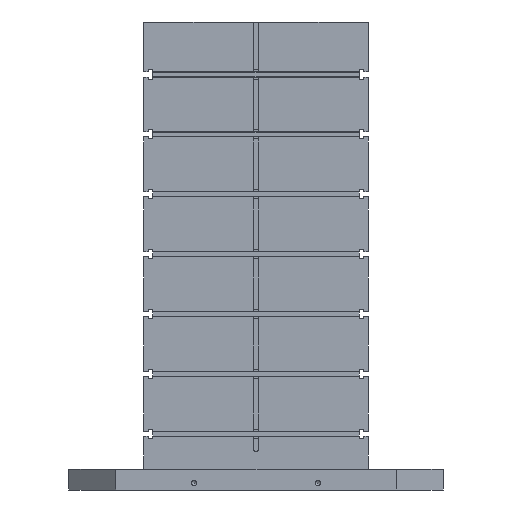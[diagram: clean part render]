
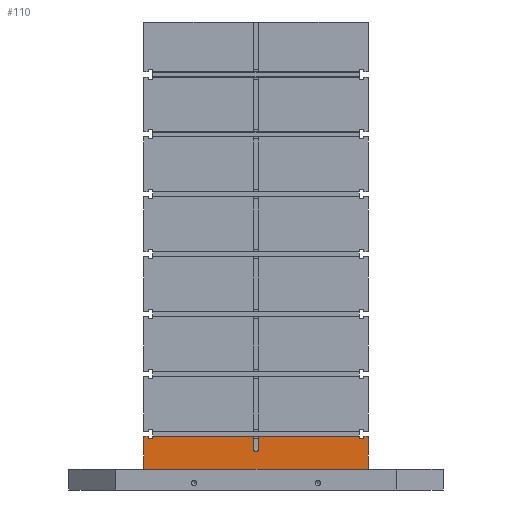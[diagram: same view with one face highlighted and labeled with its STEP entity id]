
A CAD part, front view. The second image highlights one B-rep face of the part: STEP entity #110.
In plain terms, the highlighted planar face has unit normal (0, -1, 0).
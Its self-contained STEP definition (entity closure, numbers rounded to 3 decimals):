
#110 = ADVANCED_FACE( '', ( #1680 ), #1681, .F. );
#1680 = FACE_OUTER_BOUND( '', #4821, .T. );
#1681 = PLANE( '', #4822 );
#4821 = EDGE_LOOP( '', ( #8228, #8229, #8230, #8231, #8232, #8233, #8234, #8235, #8236, #8237, #8238, #8239, #8240, #8241, #8242, #8243 ) );
#4822 = AXIS2_PLACEMENT_3D( '', #8244, #8245, #8246 );
#8228 = ORIENTED_EDGE( '', *, *, #20421, .F. );
#8229 = ORIENTED_EDGE( '', *, *, #20422, .F. );
#8230 = ORIENTED_EDGE( '', *, *, #20423, .T. );
#8231 = ORIENTED_EDGE( '', *, *, #20424, .T. );
#8232 = ORIENTED_EDGE( '', *, *, #20425, .T. );
#8233 = ORIENTED_EDGE( '', *, *, #20426, .T. );
#8234 = ORIENTED_EDGE( '', *, *, #20427, .T. );
#8235 = ORIENTED_EDGE( '', *, *, #20428, .T. );
#8236 = ORIENTED_EDGE( '', *, *, #20429, .F. );
#8237 = ORIENTED_EDGE( '', *, *, #20385, .F. );
#8238 = ORIENTED_EDGE( '', *, *, #20430, .T. );
#8239 = ORIENTED_EDGE( '', *, *, #20431, .F. );
#8240 = ORIENTED_EDGE( '', *, *, #20432, .F. );
#8241 = ORIENTED_EDGE( '', *, *, #20433, .F. );
#8242 = ORIENTED_EDGE( '', *, *, #20434, .T. );
#8243 = ORIENTED_EDGE( '', *, *, #20435, .F. );
#8244 = CARTESIAN_POINT( '', ( -300., -300., 1250. ) );
#8245 = DIRECTION( '', ( 0., 1., 0. ) );
#8246 = DIRECTION( '', ( 0., 0., 1. ) );
#20385 = EDGE_CURVE( '', #24422, #24424, #24425, .T. );
#20421 = EDGE_CURVE( '', #24494, #24495, #24496, .T. );
#20422 = EDGE_CURVE( '', #24497, #24494, #24498, .T. );
#20423 = EDGE_CURVE( '', #24497, #24499, #24500, .T. );
#20424 = EDGE_CURVE( '', #24499, #24501, #24502, .T. );
#20425 = EDGE_CURVE( '', #24501, #24503, #24504, .T. );
#20426 = EDGE_CURVE( '', #24503, #24505, #24506, .T. );
#20427 = EDGE_CURVE( '', #24505, #24507, #24508, .T. );
#20428 = EDGE_CURVE( '', #24507, #24509, #24510, .T. );
#20429 = EDGE_CURVE( '', #24424, #24509, #24511, .T. );
#20430 = EDGE_CURVE( '', #24422, #24512, #24513, .T. );
#20431 = EDGE_CURVE( '', #24514, #24512, #24515, .T. );
#20432 = EDGE_CURVE( '', #24516, #24514, #24517, .T. );
#20433 = EDGE_CURVE( '', #24518, #24516, #24519, .T. );
#20434 = EDGE_CURVE( '', #24518, #24520, #24521, .T. );
#20435 = EDGE_CURVE( '', #24495, #24520, #24522, .T. );
#24422 = VERTEX_POINT( '', #31147 );
#24424 = VERTEX_POINT( '', #31150 );
#24425 = LINE( '', #31151, #31152 );
#24494 = VERTEX_POINT( '', #31255 );
#24495 = VERTEX_POINT( '', #31256 );
#24496 = CIRCLE( '', #31257, 7. );
#24497 = VERTEX_POINT( '', #31258 );
#24498 = LINE( '', #31259, #31260 );
#24499 = VERTEX_POINT( '', #31261 );
#24500 = LINE( '', #31262, #31263 );
#24501 = VERTEX_POINT( '', #31264 );
#24502 = LINE( '', #31265, #31266 );
#24503 = VERTEX_POINT( '', #31267 );
#24504 = LINE( '', #31268, #31269 );
#24505 = VERTEX_POINT( '', #31270 );
#24506 = LINE( '', #31271, #31272 );
#24507 = VERTEX_POINT( '', #31273 );
#24508 = LINE( '', #31274, #31275 );
#24509 = VERTEX_POINT( '', #31276 );
#24510 = LINE( '', #31277, #31278 );
#24511 = LINE( '', #31279, #31280 );
#24512 = VERTEX_POINT( '', #31281 );
#24513 = LINE( '', #31282, #31283 );
#24514 = VERTEX_POINT( '', #31284 );
#24515 = LINE( '', #31285, #31286 );
#24516 = VERTEX_POINT( '', #31287 );
#24517 = LINE( '', #31288, #31289 );
#24518 = VERTEX_POINT( '', #31290 );
#24519 = LINE( '', #31291, #31292 );
#24520 = VERTEX_POINT( '', #31293 );
#24521 = LINE( '', #31294, #31295 );
#24522 = LINE( '', #31296, #31297 );
#31147 = CARTESIAN_POINT( '', ( 300., -300., 143. ) );
#31150 = CARTESIAN_POINT( '', ( 300., -300., 55. ) );
#31151 = CARTESIAN_POINT( '', ( 300., -300., 1250. ) );
#31152 = VECTOR( '', #42583, 1000. );
#31255 = CARTESIAN_POINT( '', ( -7., -300., 110. ) );
#31256 = CARTESIAN_POINT( '', ( 7., -300., 110. ) );
#31257 = AXIS2_PLACEMENT_3D( '', #42621, #42622, #42623 );
#31258 = CARTESIAN_POINT( '', ( -7., -300., 143. ) );
#31259 = CARTESIAN_POINT( '', ( -7., -300., 1250. ) );
#31260 = VECTOR( '', #42624, 1000. );
#31261 = CARTESIAN_POINT( '', ( -277., -300., 143. ) );
#31262 = CARTESIAN_POINT( '', ( 300., -300., 143. ) );
#31263 = VECTOR( '', #42625, 1000. );
#31264 = CARTESIAN_POINT( '', ( -277., -300., 137.5 ) );
#31265 = CARTESIAN_POINT( '', ( -277., -300., 143. ) );
#31266 = VECTOR( '', #42626, 1000. );
#31267 = CARTESIAN_POINT( '', ( -288., -300., 137.5 ) );
#31268 = CARTESIAN_POINT( '', ( -277., -300., 137.5 ) );
#31269 = VECTOR( '', #42627, 1000. );
#31270 = CARTESIAN_POINT( '', ( -288., -300., 143. ) );
#31271 = CARTESIAN_POINT( '', ( -288., -300., 137.5 ) );
#31272 = VECTOR( '', #42628, 1000. );
#31273 = CARTESIAN_POINT( '', ( -300., -300., 143. ) );
#31274 = CARTESIAN_POINT( '', ( 300., -300., 143. ) );
#31275 = VECTOR( '', #42629, 1000. );
#31276 = CARTESIAN_POINT( '', ( -300., -300., 55. ) );
#31277 = CARTESIAN_POINT( '', ( -300., -300., 1250. ) );
#31278 = VECTOR( '', #42630, 1000. );
#31279 = CARTESIAN_POINT( '', ( -500., -300., 55. ) );
#31280 = VECTOR( '', #42631, 1000. );
#31281 = CARTESIAN_POINT( '', ( 288., -300., 143. ) );
#31282 = CARTESIAN_POINT( '', ( 300., -300., 143. ) );
#31283 = VECTOR( '', #42632, 1000. );
#31284 = CARTESIAN_POINT( '', ( 288., -300., 137.5 ) );
#31285 = CARTESIAN_POINT( '', ( 288., -300., 137.5 ) );
#31286 = VECTOR( '', #42633, 1000. );
#31287 = CARTESIAN_POINT( '', ( 277., -300., 137.5 ) );
#31288 = CARTESIAN_POINT( '', ( 277., -300., 137.5 ) );
#31289 = VECTOR( '', #42634, 1000. );
#31290 = CARTESIAN_POINT( '', ( 277., -300., 143. ) );
#31291 = CARTESIAN_POINT( '', ( 277., -300., 143. ) );
#31292 = VECTOR( '', #42635, 1000. );
#31293 = CARTESIAN_POINT( '', ( 7., -300., 143. ) );
#31294 = CARTESIAN_POINT( '', ( 300., -300., 143. ) );
#31295 = VECTOR( '', #42636, 1000. );
#31296 = CARTESIAN_POINT( '', ( 7., -300., 1250. ) );
#31297 = VECTOR( '', #42637, 1000. );
#42583 = DIRECTION( '', ( 0., 0., -1. ) );
#42621 = CARTESIAN_POINT( '', ( 0., -300., 110. ) );
#42622 = DIRECTION( '', ( 0., -1., 0. ) );
#42623 = DIRECTION( '', ( -1., 0., 0. ) );
#42624 = DIRECTION( '', ( 0., 0., -1. ) );
#42625 = DIRECTION( '', ( -1., 0., 0. ) );
#42626 = DIRECTION( '', ( 0., 0., -1. ) );
#42627 = DIRECTION( '', ( -1., 0., 0. ) );
#42628 = DIRECTION( '', ( 0., 0., 1. ) );
#42629 = DIRECTION( '', ( -1., 0., 0. ) );
#42630 = DIRECTION( '', ( 0., 0., -1. ) );
#42631 = DIRECTION( '', ( -1., 0., 0. ) );
#42632 = DIRECTION( '', ( -1., 0., 0. ) );
#42633 = DIRECTION( '', ( 0., 0., 1. ) );
#42634 = DIRECTION( '', ( 1., 0., 0. ) );
#42635 = DIRECTION( '', ( 0., 0., -1. ) );
#42636 = DIRECTION( '', ( -1., 0., 0. ) );
#42637 = DIRECTION( '', ( 0., 0., 1. ) );
